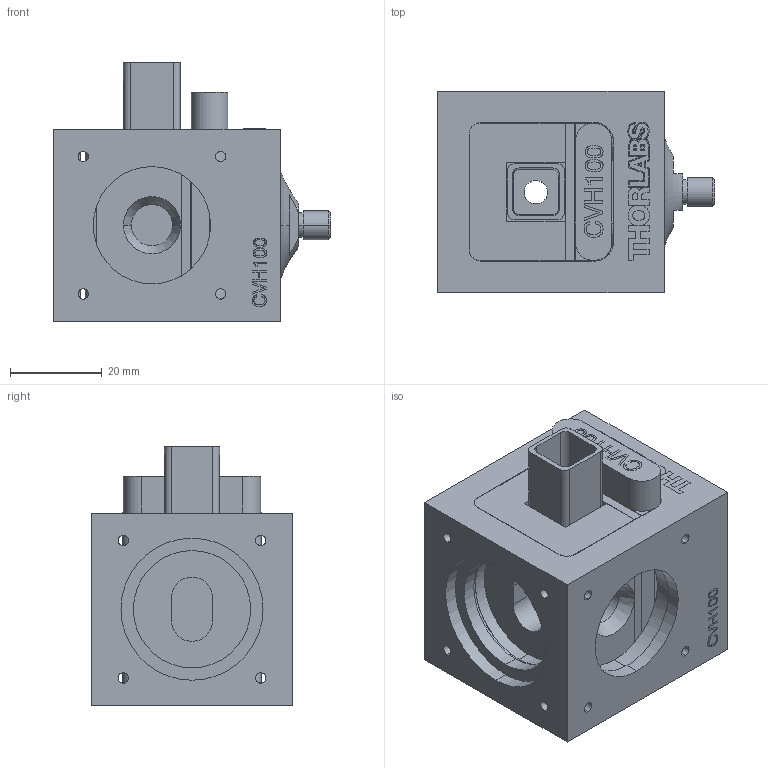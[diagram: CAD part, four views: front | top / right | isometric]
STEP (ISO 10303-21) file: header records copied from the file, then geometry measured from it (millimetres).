
FILE_DESCRIPTION (( 'STEP AP203' ), '1' );
FILE_NAME ('20970-E0W.STEP', '2010-07-05T12:59:59', ( 'Thorlabs' ), ( 'Thorlabs GmbH' ), 'SwSTEP 2.0', 'SolidWorks 2010', '' );
FILE_SCHEMA (( 'CONFIG_CONTROL_DESIGN' ));
Length unit declared in the file: inch
Products named in the file (1): 20970-E0W
Bounding box: 60.5 x 44.02 x 56.5 mm (x, y, z)
Surface area: 27306.3 mm2 (no closed solid volume)
Topology: 0 solids, 20 shells, 269 faces, 1227 edges, 958 vertices
Faces by surface type: plane 120, cylinder 99, bspline 24, cone 24, torus 2
Entity records: 15933 total; most frequent: CARTESIAN_POINT 6569, DIRECTION 1712, ORIENTED_EDGE 1698, EDGE_CURVE 1227, VERTEX_POINT 958, VECTOR 686, LINE 686, AXIS2_PLACEMENT_3D 513
